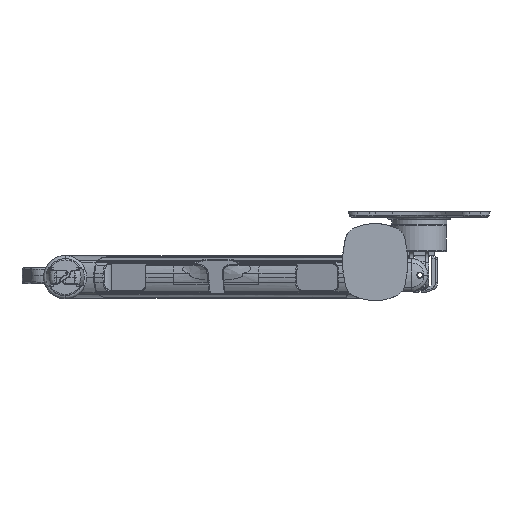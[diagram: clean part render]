
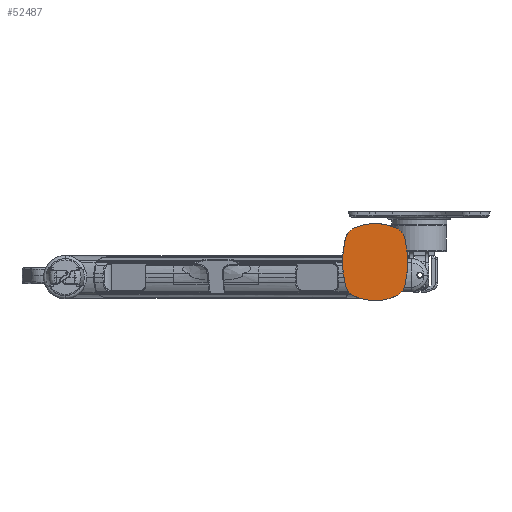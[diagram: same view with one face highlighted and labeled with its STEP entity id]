
A CAD part, front view. The second image highlights one B-rep face of the part: STEP entity #52487.
In plain terms, the highlighted planar face has unit normal (0, -1, 0).
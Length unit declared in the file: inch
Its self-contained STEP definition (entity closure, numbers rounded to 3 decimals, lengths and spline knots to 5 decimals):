
#808 = VERTEX_POINT ( 'NONE', #32452 ) ;
#2992 = DIRECTION ( 'NONE',  ( 0., 1., 0. ) ) ;
#4924 = ORIENTED_EDGE ( 'NONE', *, *, #60204, .F. ) ;
#7239 = DIRECTION ( 'NONE',  ( 0., 1., 0. ) ) ;
#7293 = AXIS2_PLACEMENT_3D ( 'NONE', #57583, #62885, #29942 ) ;
#7377 = CARTESIAN_POINT ( 'NONE',  ( -0.65932, 0., 1.09423 ) ) ;
#7818 = AXIS2_PLACEMENT_3D ( 'NONE', #60639, #59948, #54845 ) ;
#8034 = VERTEX_POINT ( 'NONE', #64384 ) ;
#9179 = EDGE_CURVE ( 'NONE', #31199, #808, #56915, .T. ) ;
#11032 = CIRCLE ( 'NONE', #64184, 0.51181 ) ;
#11470 = EDGE_CURVE ( 'NONE', #42563, #29215, #27498, .T. ) ;
#12397 = DIRECTION ( 'NONE',  ( 0., 0., 1. ) ) ;
#12488 = DIRECTION ( 'NONE',  ( 0., 1., 0. ) ) ;
#13206 = DIRECTION ( 'NONE',  ( 0., 0., 1. ) ) ;
#13844 = AXIS2_PLACEMENT_3D ( 'NONE', #39343, #12488, #35269 ) ;
#14783 = CARTESIAN_POINT ( 'NONE',  ( 0.95204, 0., 0.74794 ) ) ;
#15748 = CARTESIAN_POINT ( 'NONE',  ( 0., 0., -0.42218 ) ) ;
#16227 = DIRECTION ( 'NONE',  ( 0., 0., 1. ) ) ;
#16661 = AXIS2_PLACEMENT_3D ( 'NONE', #24270, #35765, #46134 ) ;
#18835 = DIRECTION ( 'NONE',  ( 0., 0., 1. ) ) ;
#19065 = EDGE_LOOP ( 'NONE', ( #60100, #48140, #57662, #68256, #19355, #24410, #59150, #69914, #4924 ) ) ;
#19355 = ORIENTED_EDGE ( 'NONE', *, *, #42858, .F. ) ;
#22232 = DIRECTION ( 'NONE',  ( 0., 1., 0. ) ) ;
#24024 = DIRECTION ( 'NONE',  ( 0., 1., 0. ) ) ;
#24270 = CARTESIAN_POINT ( 'NONE',  ( 0., 0., 0.42218 ) ) ;
#24410 = ORIENTED_EDGE ( 'NONE', *, *, #54862, .F. ) ;
#24982 = CIRCLE ( 'NONE', #26981, 0.51181 ) ;
#26981 = AXIS2_PLACEMENT_3D ( 'NONE', #32772, #22232, #27278 ) ;
#27278 = DIRECTION ( 'NONE',  ( 0., 0., 1. ) ) ;
#27498 = CIRCLE ( 'NONE', #34198, 3.11024 ) ;
#29215 = VERTEX_POINT ( 'NONE', #64415 ) ;
#29942 = DIRECTION ( 'NONE',  ( 0., 0., 1. ) ) ;
#31199 = VERTEX_POINT ( 'NONE', #69543 ) ;
#32452 = CARTESIAN_POINT ( 'NONE',  ( 0., 0., -1.23136 ) ) ;
#32772 = CARTESIAN_POINT ( 'NONE',  ( 0.45524, 0., 0.62487 ) ) ;
#33220 = VERTEX_POINT ( 'NONE', #7377 ) ;
#33346 = EDGE_CURVE ( 'NONE', #65510, #63926, #24982, .T. ) ;
#33600 = PLANE ( 'NONE',  #13844 ) ;
#34198 = AXIS2_PLACEMENT_3D ( 'NONE', #45307, #61190, #12397 ) ;
#35269 = DIRECTION ( 'NONE',  ( 0., 0., 1. ) ) ;
#35765 = DIRECTION ( 'NONE',  ( 0., 1., 0. ) ) ;
#38354 = CIRCLE ( 'NONE', #61834, 1.65354 ) ;
#39343 = CARTESIAN_POINT ( 'NONE',  ( -0.80584, 0., 0.31243 ) ) ;
#39515 = EDGE_CURVE ( 'NONE', #29215, #33220, #11032, .T. ) ;
#39584 = AXIS2_PLACEMENT_3D ( 'NONE', #44735, #7239, #62029 ) ;
#40343 = CARTESIAN_POINT ( 'NONE',  ( -0.45524, 0., 0.62487 ) ) ;
#42563 = VERTEX_POINT ( 'NONE', #57320 ) ;
#42858 = EDGE_CURVE ( 'NONE', #49656, #42563, #46136, .T. ) ;
#44712 = EDGE_CURVE ( 'NONE', #33220, #65510, #53562, .T. ) ;
#44735 = CARTESIAN_POINT ( 'NONE',  ( -0.45524, 0., -0.62487 ) ) ;
#45307 = CARTESIAN_POINT ( 'NONE',  ( 2.06693, 0., 0. ) ) ;
#46134 = DIRECTION ( 'NONE',  ( 0., 0., 1. ) ) ;
#46136 = CIRCLE ( 'NONE', #39584, 0.51181 ) ;
#47211 = CARTESIAN_POINT ( 'NONE',  ( 0., 0., 0.42218 ) ) ;
#47608 = CARTESIAN_POINT ( 'NONE',  ( -0.65932, 0., -1.09423 ) ) ;
#48140 = ORIENTED_EDGE ( 'NONE', *, *, #44712, .F. ) ;
#49153 = DIRECTION ( 'NONE',  ( 0., 1., 0. ) ) ;
#49595 = CIRCLE ( 'NONE', #7818, 0.51181 ) ;
#49656 = VERTEX_POINT ( 'NONE', #47608 ) ;
#52458 = FACE_OUTER_BOUND ( 'NONE', #19065, .T. ) ;
#52487 = ADVANCED_FACE ( 'NONE', ( #52458 ), #33600, .F. ) ;
#53562 = CIRCLE ( 'NONE', #54858, 1.65354 ) ;
#54845 = DIRECTION ( 'NONE',  ( 0., 0., 1. ) ) ;
#54858 = AXIS2_PLACEMENT_3D ( 'NONE', #15748, #49153, #16227 ) ;
#54862 = EDGE_CURVE ( 'NONE', #808, #49656, #38354, .T. ) ;
#55184 = CIRCLE ( 'NONE', #7293, 3.11024 ) ;
#56915 = CIRCLE ( 'NONE', #16661, 1.65354 ) ;
#57160 = CARTESIAN_POINT ( 'NONE',  ( 0.65932, 0., 1.09423 ) ) ;
#57320 = CARTESIAN_POINT ( 'NONE',  ( -0.95204, 0., -0.74794 ) ) ;
#57583 = CARTESIAN_POINT ( 'NONE',  ( -2.06693, 0., 0. ) ) ;
#57662 = ORIENTED_EDGE ( 'NONE', *, *, #39515, .F. ) ;
#59150 = ORIENTED_EDGE ( 'NONE', *, *, #9179, .F. ) ;
#59948 = DIRECTION ( 'NONE',  ( 0., 1., 0. ) ) ;
#60100 = ORIENTED_EDGE ( 'NONE', *, *, #33346, .F. ) ;
#60204 = EDGE_CURVE ( 'NONE', #63926, #8034, #55184, .T. ) ;
#60639 = CARTESIAN_POINT ( 'NONE',  ( 0.45524, 0., -0.62487 ) ) ;
#61190 = DIRECTION ( 'NONE',  ( 0., 1., 0. ) ) ;
#61834 = AXIS2_PLACEMENT_3D ( 'NONE', #47211, #2992, #18835 ) ;
#62029 = DIRECTION ( 'NONE',  ( 0., 0., 1. ) ) ;
#62885 = DIRECTION ( 'NONE',  ( 0., 1., 0. ) ) ;
#63926 = VERTEX_POINT ( 'NONE', #14783 ) ;
#64184 = AXIS2_PLACEMENT_3D ( 'NONE', #40343, #24024, #13206 ) ;
#64384 = CARTESIAN_POINT ( 'NONE',  ( 0.95204, 0., -0.74794 ) ) ;
#64415 = CARTESIAN_POINT ( 'NONE',  ( -0.95204, 0., 0.74794 ) ) ;
#65510 = VERTEX_POINT ( 'NONE', #57160 ) ;
#68256 = ORIENTED_EDGE ( 'NONE', *, *, #11470, .F. ) ;
#69543 = CARTESIAN_POINT ( 'NONE',  ( 0.65932, 0., -1.09423 ) ) ;
#69914 = ORIENTED_EDGE ( 'NONE', *, *, #70705, .F. ) ;
#70705 = EDGE_CURVE ( 'NONE', #8034, #31199, #49595, .T. ) ;
